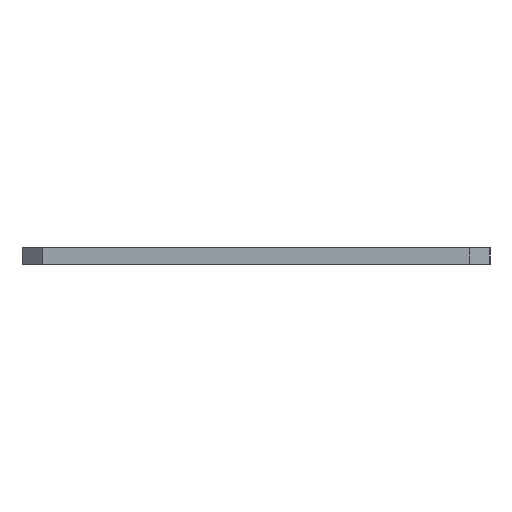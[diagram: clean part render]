
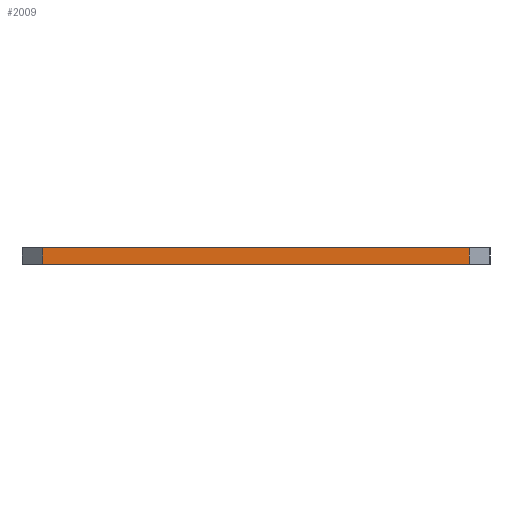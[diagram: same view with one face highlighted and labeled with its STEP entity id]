
A CAD part, left-side view. The second image highlights one B-rep face of the part: STEP entity #2009.
In plain terms, the highlighted planar face has unit normal (-1, 0, 0).
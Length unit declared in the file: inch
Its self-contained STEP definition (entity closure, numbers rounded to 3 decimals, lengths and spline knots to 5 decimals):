
#855=CARTESIAN_POINT('',(-1.913,-1.5375,0.12));
#856=VERTEX_POINT('',#855);
#863=CARTESIAN_POINT('',(-1.913,-1.5375,0.0));
#864=VERTEX_POINT('',#863);
#865=CARTESIAN_POINT('',(-1.913,-1.5375,0.12));
#866=DIRECTION('',(0.0,0.0,-1.0));
#867=VECTOR('',#866,0.12);
#868=LINE('',#865,#867);
#869=EDGE_CURVE('',#856,#864,#868,.T.);
#925=CARTESIAN_POINT('',(-1.913,1.5375,0.0));
#926=VERTEX_POINT('',#925);
#927=CARTESIAN_POINT('',(-1.913,-1.5375,0.0));
#928=DIRECTION('',(0.0,1.0,0.0));
#929=VECTOR('',#928,3.075);
#930=LINE('',#927,#929);
#931=EDGE_CURVE('',#864,#926,#930,.T.);
#1298=CARTESIAN_POINT('',(-1.913,1.5375,0.12));
#1299=VERTEX_POINT('',#1298);
#1308=CARTESIAN_POINT('',(-1.913,1.5375,0.0));
#1309=DIRECTION('',(0.0,0.0,1.0));
#1310=VECTOR('',#1309,0.12);
#1311=LINE('',#1308,#1310);
#1312=EDGE_CURVE('',#926,#1299,#1311,.T.);
#1993=CARTESIAN_POINT('',(-1.913,-1.6875,0.0));
#1994=DIRECTION('',(-1.0,0.0,0.0));
#1995=DIRECTION('',(0.0,0.0,1.0));
#1996=AXIS2_PLACEMENT_3D('',#1993,#1994,#1995);
#1997=PLANE('',#1996);
#1998=ORIENTED_EDGE('',*,*,#869,.F.);
#1999=CARTESIAN_POINT('',(-1.913,-1.5375,0.12));
#2000=DIRECTION('',(0.0,1.0,0.0));
#2001=VECTOR('',#2000,3.075);
#2002=LINE('',#1999,#2001);
#2003=EDGE_CURVE('',#856,#1299,#2002,.T.);
#2004=ORIENTED_EDGE('',*,*,#2003,.T.);
#2005=ORIENTED_EDGE('',*,*,#1312,.F.);
#2006=ORIENTED_EDGE('',*,*,#931,.F.);
#2007=EDGE_LOOP('',(#1998,#2004,#2005,#2006));
#2008=FACE_OUTER_BOUND('',#2007,.T.);
#2009=ADVANCED_FACE('',(#2008),#1997,.T.);
